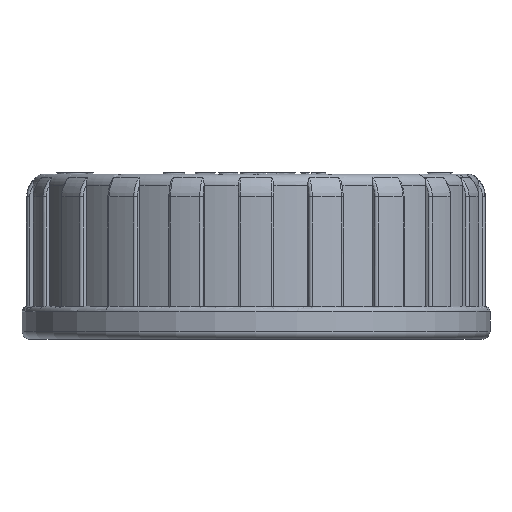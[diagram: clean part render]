
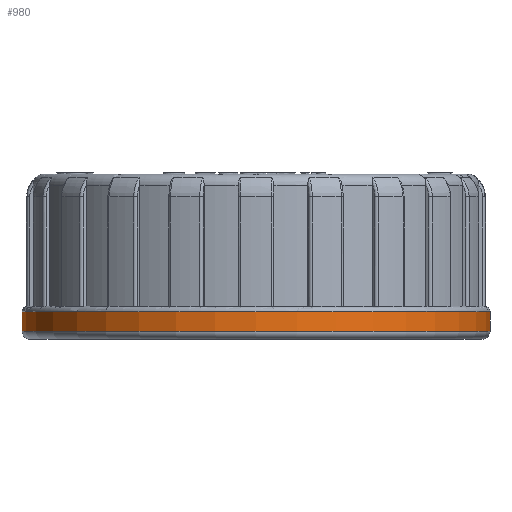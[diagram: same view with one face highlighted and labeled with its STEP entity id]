
A CAD part, front view. The second image highlights one B-rep face of the part: STEP entity #980.
In plain terms, the highlighted cylindrical face has radius 42.5 mm (diameter 85 mm), a full revolution.
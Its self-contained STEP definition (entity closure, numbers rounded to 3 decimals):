
#182=CYLINDRICAL_SURFACE('',#13315,42.5);
#980=ADVANCED_FACE('',(#3757,#3758),#182,.T.);
#2259=CIRCLE('',#13313,42.5);
#2260=CIRCLE('',#13314,42.5);
#3757=FACE_BOUND('',#3842,.T.);
#3758=FACE_BOUND('',#3843,.T.);
#3842=EDGE_LOOP('',(#5139));
#3843=EDGE_LOOP('',(#5140));
#5139=ORIENTED_EDGE('',*,*,#10517,.T.);
#5140=ORIENTED_EDGE('',*,*,#10518,.T.);
#9144=VERTEX_POINT('',#19879);
#9145=VERTEX_POINT('',#19881);
#10517=EDGE_CURVE('',#9144,#9144,#2259,.T.);
#10518=EDGE_CURVE('',#9145,#9145,#2260,.T.);
#13313=AXIS2_PLACEMENT_3D('',#19878,#14303,#14304);
#13314=AXIS2_PLACEMENT_3D('',#19880,#14305,#14306);
#13315=AXIS2_PLACEMENT_3D('',#19882,#14307,#14308);
#14303=DIRECTION('',(0.,0.,-1.));
#14304=DIRECTION('',(-1.,0.,0.));
#14305=DIRECTION('',(0.,0.,1.));
#14306=DIRECTION('',(-1.,0.,0.));
#14307=DIRECTION('',(0.,0.,1.));
#14308=DIRECTION('',(1.,0.,0.));
#19878=CARTESIAN_POINT('',(-120.,-245.,5.));
#19879=CARTESIAN_POINT('',(-162.5,-245.,5.));
#19880=CARTESIAN_POINT('',(-120.,-245.,1.5));
#19881=CARTESIAN_POINT('',(-162.5,-245.,1.5));
#19882=CARTESIAN_POINT('',(-120.,-245.,0.));
